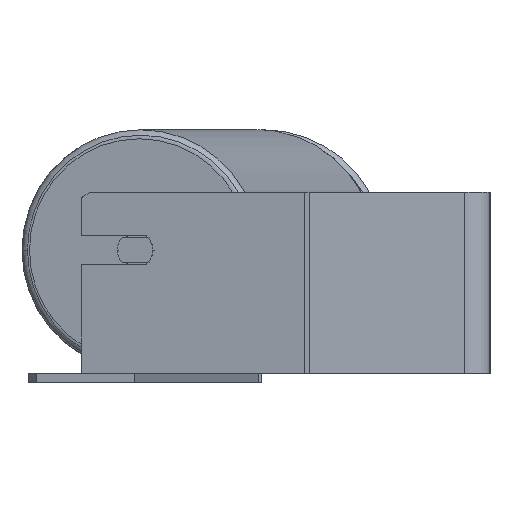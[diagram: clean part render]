
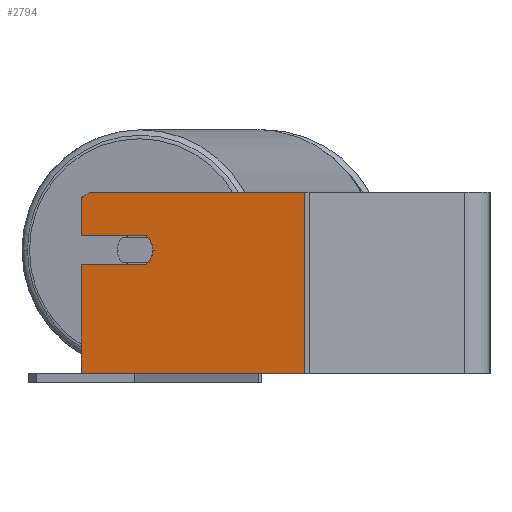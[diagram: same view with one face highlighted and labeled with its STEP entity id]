
A CAD part, left-side view. The second image highlights one B-rep face of the part: STEP entity #2794.
In plain terms, the highlighted planar face has unit normal (-0.985, 0.174, 0).
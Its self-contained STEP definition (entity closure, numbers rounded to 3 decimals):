
#30 = DIRECTION ( 'NONE',  ( 0.174, 0.985, 0. ) ) ;
#38 = DIRECTION ( 'NONE',  ( -0.985, 0.174, 0. ) ) ;
#109 = EDGE_CURVE ( 'NONE', #6935, #1103, #5048, .T. ) ;
#112 = VECTOR ( 'NONE', #2131, 1000. ) ;
#227 = EDGE_CURVE ( 'NONE', #1103, #4017, #2380, .T. ) ;
#265 = VERTEX_POINT ( 'NONE', #8690 ) ;
#284 = VECTOR ( 'NONE', #5477, 1000. ) ;
#665 = DIRECTION ( 'NONE',  ( -0.174, -0.985, 0. ) ) ;
#708 = DIRECTION ( 'NONE',  ( -0.985, 0.174, 0. ) ) ;
#725 = CIRCLE ( 'NONE', #1882, 10. ) ;
#732 = EDGE_CURVE ( 'NONE', #4175, #6883, #7049, .T. ) ;
#789 = VERTEX_POINT ( 'NONE', #1482 ) ;
#844 = LINE ( 'NONE', #1622, #4133 ) ;
#847 = CARTESIAN_POINT ( 'NONE',  ( -629.787, 102.35, -50. ) ) ;
#851 = VECTOR ( 'NONE', #6441, 1000. ) ;
#978 = VECTOR ( 'NONE', #5181, 1000. ) ;
#1021 = CARTESIAN_POINT ( 'NONE',  ( -608.044, 225.661, 47.113 ) ) ;
#1069 = ORIENTED_EDGE ( 'NONE', *, *, #732, .T. ) ;
#1103 = VERTEX_POINT ( 'NONE', #6848 ) ;
#1264 = CIRCLE ( 'NONE', #8434, 10. ) ;
#1299 = CARTESIAN_POINT ( 'NONE',  ( -613.254, 196.116, 18. ) ) ;
#1306 = ORIENTED_EDGE ( 'NONE', *, *, #8917, .T. ) ;
#1424 = DIRECTION ( 'NONE',  ( -0.174, -0.985, 0. ) ) ;
#1482 = CARTESIAN_POINT ( 'NONE',  ( -614.296, 190.208, 26. ) ) ;
#1566 = DIRECTION ( 'NONE',  ( 0., 0., -1. ) ) ;
#1622 = CARTESIAN_POINT ( 'NONE',  ( -629.787, 102.35, 50. ) ) ;
#1720 = CARTESIAN_POINT ( 'NONE',  ( -608.044, 225.661, -50. ) ) ;
#1882 = AXIS2_PLACEMENT_3D ( 'NONE', #1299, #708, #6914 ) ;
#2083 = LINE ( 'NONE', #5474, #4724 ) ;
#2127 = FACE_OUTER_BOUND ( 'NONE', #2246, .T. ) ;
#2131 = DIRECTION ( 'NONE',  ( 0., 0., -1. ) ) ;
#2246 = EDGE_LOOP ( 'NONE', ( #8798, #1306, #1069, #6077, #4454, #6164, #7589, #7981, #2977, #3659 ) ) ;
#2315 = EDGE_CURVE ( 'NONE', #7523, #7390, #1264, .T. ) ;
#2380 = LINE ( 'NONE', #1720, #978 ) ;
#2603 = CARTESIAN_POINT ( 'NONE',  ( -608.913, 220.737, 50. ) ) ;
#2794 = ADVANCED_FACE ( 'NONE', ( #2127 ), #8295, .F. ) ;
#2872 = EDGE_CURVE ( 'NONE', #3513, #265, #3039, .T. ) ;
#2977 = ORIENTED_EDGE ( 'NONE', *, *, #227, .T. ) ;
#3039 = LINE ( 'NONE', #3676, #8103 ) ;
#3303 = DIRECTION ( 'NONE',  ( 0.174, 0.985, 0. ) ) ;
#3513 = VERTEX_POINT ( 'NONE', #2603 ) ;
#3659 = ORIENTED_EDGE ( 'NONE', *, *, #7820, .F. ) ;
#3676 = CARTESIAN_POINT ( 'NONE',  ( -608.044, 225.661, 50. ) ) ;
#4017 = VERTEX_POINT ( 'NONE', #847 ) ;
#4133 = VECTOR ( 'NONE', #1566, 1000. ) ;
#4175 = VERTEX_POINT ( 'NONE', #1021 ) ;
#4327 = CARTESIAN_POINT ( 'NONE',  ( -614.296, 190.208, 10. ) ) ;
#4454 = ORIENTED_EDGE ( 'NONE', *, *, #8989, .F. ) ;
#4488 = AXIS2_PLACEMENT_3D ( 'NONE', #7495, #6810, #3303 ) ;
#4724 = VECTOR ( 'NONE', #30, 1000. ) ;
#4939 = LINE ( 'NONE', #5571, #284 ) ;
#5048 = LINE ( 'NONE', #7705, #851 ) ;
#5181 = DIRECTION ( 'NONE',  ( -0.174, -0.985, 0. ) ) ;
#5474 = CARTESIAN_POINT ( 'NONE',  ( -614.296, 190.208, 26. ) ) ;
#5477 = DIRECTION ( 'NONE',  ( 0.15, 0.853, -0.5 ) ) ;
#5490 = CARTESIAN_POINT ( 'NONE',  ( -608.044, 225.661, 10. ) ) ;
#5571 = CARTESIAN_POINT ( 'NONE',  ( -608.044, 225.661, 47.113 ) ) ;
#5662 = CARTESIAN_POINT ( 'NONE',  ( -608.044, 225.661, 50. ) ) ;
#5833 = DIRECTION ( 'NONE',  ( -0.174, -0.985, 0. ) ) ;
#6077 = ORIENTED_EDGE ( 'NONE', *, *, #7726, .F. ) ;
#6164 = ORIENTED_EDGE ( 'NONE', *, *, #2315, .F. ) ;
#6441 = DIRECTION ( 'NONE',  ( 0., 0., -1. ) ) ;
#6810 = DIRECTION ( 'NONE',  ( 0.985, -0.174, 0. ) ) ;
#6848 = CARTESIAN_POINT ( 'NONE',  ( -608.044, 225.661, -50. ) ) ;
#6883 = VERTEX_POINT ( 'NONE', #8565 ) ;
#6914 = DIRECTION ( 'NONE',  ( -0.174, -0.985, 0. ) ) ;
#6935 = VERTEX_POINT ( 'NONE', #5490 ) ;
#6946 = VECTOR ( 'NONE', #1424, 1000. ) ;
#7049 = LINE ( 'NONE', #5662, #112 ) ;
#7240 = CARTESIAN_POINT ( 'NONE',  ( -614.99, 186.268, 18. ) ) ;
#7390 = VERTEX_POINT ( 'NONE', #7240 ) ;
#7495 = CARTESIAN_POINT ( 'NONE',  ( -608.044, 225.661, 50. ) ) ;
#7523 = VERTEX_POINT ( 'NONE', #4327 ) ;
#7589 = ORIENTED_EDGE ( 'NONE', *, *, #8394, .F. ) ;
#7705 = CARTESIAN_POINT ( 'NONE',  ( -608.044, 225.661, 50. ) ) ;
#7726 = EDGE_CURVE ( 'NONE', #789, #6883, #2083, .T. ) ;
#7820 = EDGE_CURVE ( 'NONE', #265, #4017, #844, .T. ) ;
#7981 = ORIENTED_EDGE ( 'NONE', *, *, #109, .T. ) ;
#8103 = VECTOR ( 'NONE', #5833, 1000. ) ;
#8295 = PLANE ( 'NONE',  #4488 ) ;
#8388 = LINE ( 'NONE', #8430, #6946 ) ;
#8394 = EDGE_CURVE ( 'NONE', #6935, #7523, #8388, .T. ) ;
#8430 = CARTESIAN_POINT ( 'NONE',  ( -614.296, 190.208, 10. ) ) ;
#8434 = AXIS2_PLACEMENT_3D ( 'NONE', #8914, #38, #665 ) ;
#8565 = CARTESIAN_POINT ( 'NONE',  ( -608.044, 225.661, 26. ) ) ;
#8690 = CARTESIAN_POINT ( 'NONE',  ( -629.787, 102.35, 50. ) ) ;
#8798 = ORIENTED_EDGE ( 'NONE', *, *, #2872, .F. ) ;
#8914 = CARTESIAN_POINT ( 'NONE',  ( -613.254, 196.116, 18. ) ) ;
#8917 = EDGE_CURVE ( 'NONE', #3513, #4175, #4939, .T. ) ;
#8989 = EDGE_CURVE ( 'NONE', #7390, #789, #725, .T. ) ;
